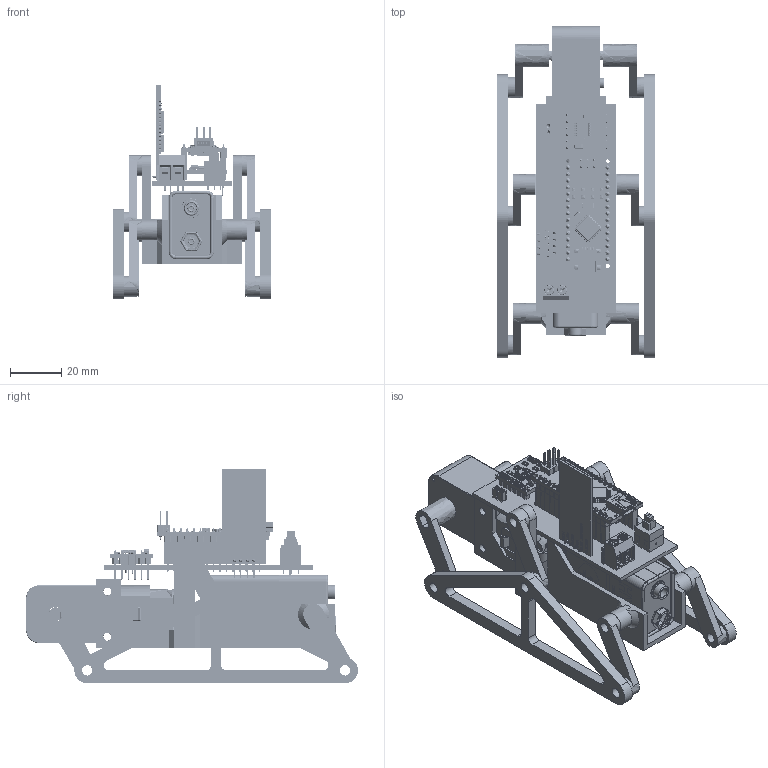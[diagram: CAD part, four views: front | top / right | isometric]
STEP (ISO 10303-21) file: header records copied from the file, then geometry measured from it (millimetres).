
FILE_DESCRIPTION(('FreeCAD Model'),'2;1');
FILE_NAME('Open CASCADE Shape Model','2025-05-03T10:47:14',('FreeCAD'),( 'FreeCAD'),'Open CASCADE STEP processor 7.6','FreeCAD','Unknown');
FILE_SCHEMA(('AUTOMOTIVE_DESIGN { 1 0 10303 214 1 1 1 1 }'));
Products named in the file (1): Open CASCADE STEP translator 7.6 1
Bounding box: 61.24 x 129.23 x 83.55 mm (x, y, z)
Volume: 74232.5 mm3; surface area: 79741.2 mm2
Topology: 610 solids, 630 shells, 10732 faces, 26721 edges, 17573 vertices
Faces by surface type: bspline 10732
Entity records: 342729 total; most frequent: CARTESIAN_POINT 176708, ORIENTED_EDGE 53276, EDGE_CURVE 26638, B_SPLINE_CURVE_WITH_KNOTS 23936, VERTEX_POINT 17573, FACE_BOUND 11593, EDGE_LOOP 11593, ADVANCED_FACE 10732
